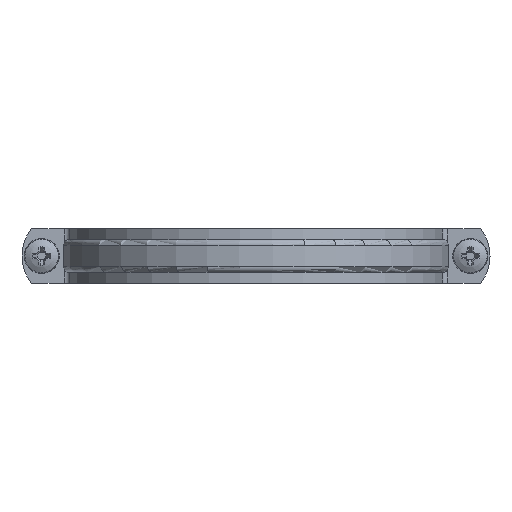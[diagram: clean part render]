
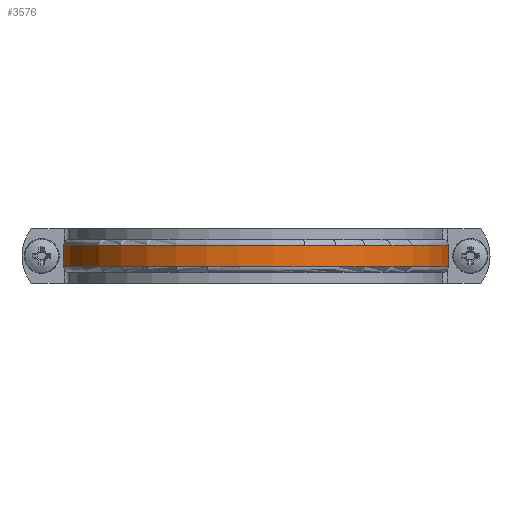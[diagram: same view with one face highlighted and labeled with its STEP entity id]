
A CAD part, front view. The second image highlights one B-rep face of the part: STEP entity #3576.
In plain terms, the highlighted cylindrical face has radius 88.5 mm (diameter 177 mm), a partial arc.
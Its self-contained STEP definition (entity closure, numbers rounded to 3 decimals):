
#3513=CARTESIAN_POINT('',(87.933,-10.,-5.0));
#3514=VERTEX_POINT('',#3513);
#3524=CARTESIAN_POINT('',(-87.933,-10.,-5.0));
#3525=VERTEX_POINT('',#3524);
#3526=CARTESIAN_POINT('',(0.0,0.0,-5.0));
#3527=DIRECTION('',(0.0,0.0,-1.0));
#3528=DIRECTION('',(0.,-1.0,0.0));
#3529=AXIS2_PLACEMENT_3D('',#3526,#3527,#3528);
#3530=CIRCLE('',#3529,88.5);
#3531=EDGE_CURVE('',#3514,#3525,#3530,.T.);
#3545=CARTESIAN_POINT('',(0.0,0.0,0.));
#3546=DIRECTION('',(0.0,0.0,1.0));
#3547=DIRECTION('',(0.0,-1.0,0.0));
#3548=AXIS2_PLACEMENT_3D('',#3545,#3546,#3547);
#3549=CYLINDRICAL_SURFACE('',#3548,88.5);
#3550=ORIENTED_EDGE('',*,*,#3531,.F.);
#3551=CARTESIAN_POINT('',(87.933,-10.,5.));
#3552=VERTEX_POINT('',#3551);
#3553=CARTESIAN_POINT('',(87.933,-10.,5.));
#3554=DIRECTION('',(0.0,0.0,-1.0));
#3555=VECTOR('',#3554,10.);
#3556=LINE('',#3553,#3555);
#3557=EDGE_CURVE('',#3552,#3514,#3556,.T.);
#3558=ORIENTED_EDGE('',*,*,#3557,.F.);
#3559=CARTESIAN_POINT('',(-87.933,-10.,5.));
#3560=VERTEX_POINT('',#3559);
#3561=CARTESIAN_POINT('',(0.0,0.0,5.));
#3562=DIRECTION('',(0.0,0.0,1.0));
#3563=DIRECTION('',(0.,-1.0,0.0));
#3564=AXIS2_PLACEMENT_3D('',#3561,#3562,#3563);
#3565=CIRCLE('',#3564,88.5);
#3566=EDGE_CURVE('',#3560,#3552,#3565,.T.);
#3567=ORIENTED_EDGE('',*,*,#3566,.F.);
#3568=CARTESIAN_POINT('',(-87.933,-10.,-5.0));
#3569=DIRECTION('',(0.0,0.0,1.0));
#3570=VECTOR('',#3569,10.);
#3571=LINE('',#3568,#3570);
#3572=EDGE_CURVE('',#3525,#3560,#3571,.T.);
#3573=ORIENTED_EDGE('',*,*,#3572,.F.);
#3574=EDGE_LOOP('',(#3550,#3558,#3567,#3573));
#3575=FACE_OUTER_BOUND('',#3574,.T.);
#3576=ADVANCED_FACE('',(#3575),#3549,.T.);
